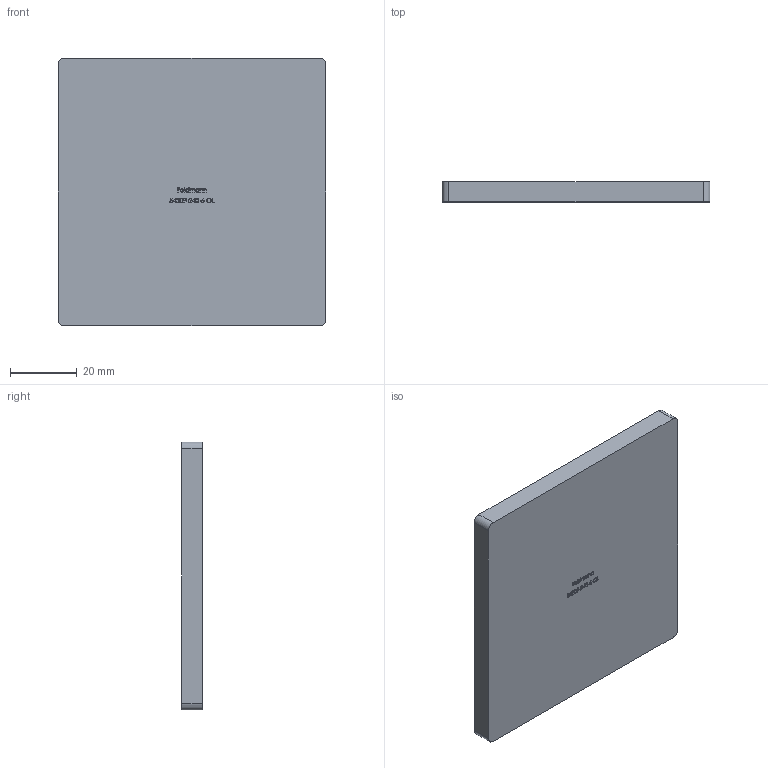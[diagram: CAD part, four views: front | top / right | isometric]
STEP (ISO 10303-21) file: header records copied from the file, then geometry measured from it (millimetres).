
FILE_DESCRIPTION (( 'STEP AP203' ), '1' );
FILE_NAME ('54209-240-6-OL.step', '2020-10-21T11:03:26', ( '' ), ( '' ), 'SwSTEP 2.0', 'SolidWorks 2018', '' );
FILE_SCHEMA (( 'CONFIG_CONTROL_DESIGN' ));
Length unit declared in the file: millimetre
Products named in the file (2): 54209-240-6-OL
Bounding box: 80 x 6 x 80 mm (x, y, z)
Volume: 38378.7 mm3; surface area: 14704.3 mm2
Topology: 1 solids, 1 shells, 276 faces, 726 edges, 484 vertices
Faces by surface type: plane 160, bspline 112, cylinder 4
Entity records: 15085 total; most frequent: CARTESIAN_POINT 8864, ORIENTED_EDGE 1452, DIRECTION 842, EDGE_CURVE 726, VECTOR 494, LINE 494, VERTEX_POINT 484, EDGE_LOOP 308
